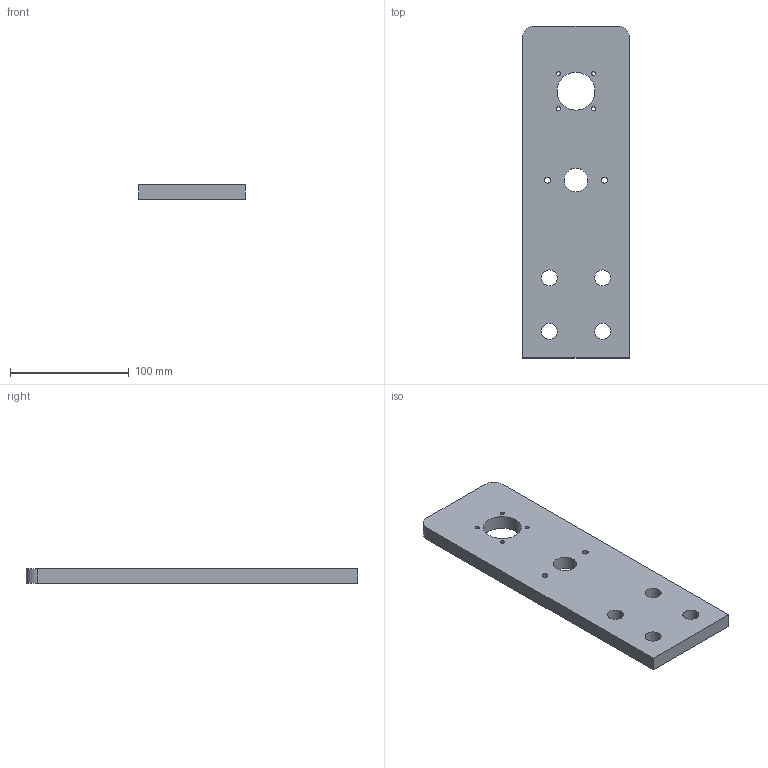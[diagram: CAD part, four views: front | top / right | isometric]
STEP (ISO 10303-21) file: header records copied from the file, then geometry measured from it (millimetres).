
FILE_DESCRIPTION (( 'STEP AP214' ), '1' );
FILE_NAME ('100-01 1 103 PLAQUE COIN CHASSIS ROULEMENT.STEP', '2022-01-23T08:30:29', ( '' ), ( '' ), 'SwSTEP 2.0', 'SolidWorks 2020', '' );
FILE_SCHEMA (( 'AUTOMOTIVE_DESIGN' ));
Length unit declared in the file: millimetre
Products named in the file (1): 100-01 1 103 PLAQUE COIN CHASSIS ROULEMENT
Bounding box: 90 x 280 x 12 mm (x, y, z)
Volume: 280711.6 mm3; surface area: 60433 mm2
Topology: 1 solids, 1 shells, 32 faces, 90 edges, 60 vertices
Faces by surface type: cylinder 26, plane 6
Entity records: 1280 total; most frequent: DIRECTION 208, CARTESIAN_POINT 183, ORIENTED_EDGE 180, EDGE_CURVE 90, AXIS2_PLACEMENT_3D 85, VERTEX_POINT 60, EDGE_LOOP 56, CIRCLE 52
